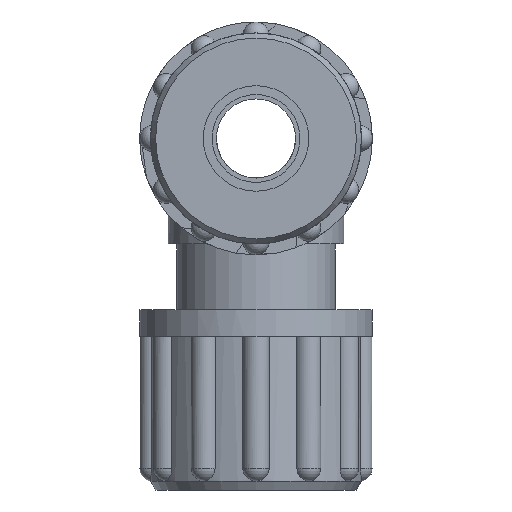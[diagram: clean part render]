
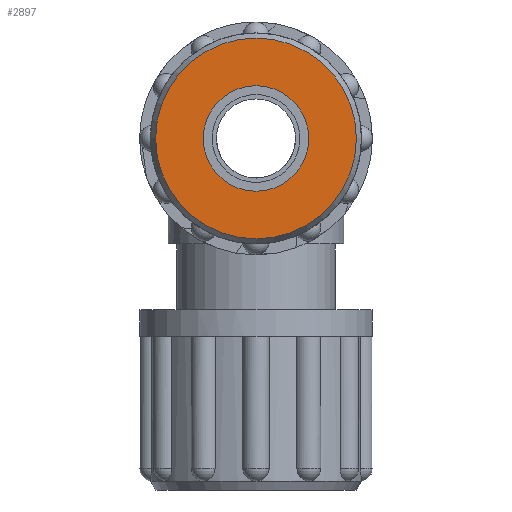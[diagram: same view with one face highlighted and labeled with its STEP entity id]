
A CAD part, left-side view. The second image highlights one B-rep face of the part: STEP entity #2897.
In plain terms, the highlighted planar face has unit normal (-1, 0, 0).
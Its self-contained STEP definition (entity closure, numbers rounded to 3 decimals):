
#138=FACE_BOUND('',#553,.T.);
#189=PLANE('',#3364);
#362=FACE_OUTER_BOUND('',#552,.T.);
#552=EDGE_LOOP('',(#2575,#2576));
#553=EDGE_LOOP('',(#2577,#2578));
#939=CIRCLE('',#3235,6.);
#940=CIRCLE('',#3236,6.);
#1018=CIRCLE('',#3365,11.423);
#1019=CIRCLE('',#3366,11.423);
#1218=VERTEX_POINT('',#5530);
#1219=VERTEX_POINT('',#5531);
#1298=VERTEX_POINT('',#6054);
#1299=VERTEX_POINT('',#6055);
#1607=EDGE_CURVE('',#1218,#1219,#939,.T.);
#1608=EDGE_CURVE('',#1219,#1218,#940,.T.);
#1736=EDGE_CURVE('',#1298,#1299,#1018,.T.);
#1737=EDGE_CURVE('',#1299,#1298,#1019,.T.);
#2575=ORIENTED_EDGE('',*,*,#1736,.F.);
#2576=ORIENTED_EDGE('',*,*,#1737,.F.);
#2577=ORIENTED_EDGE('',*,*,#1607,.T.);
#2578=ORIENTED_EDGE('',*,*,#1608,.T.);
#2897=ADVANCED_FACE('',(#362,#138),#189,.T.);
#3235=AXIS2_PLACEMENT_3D('',#5532,#4066,#4067);
#3236=AXIS2_PLACEMENT_3D('',#5533,#4068,#4069);
#3364=AXIS2_PLACEMENT_3D('',#6053,#4350,#4351);
#3365=AXIS2_PLACEMENT_3D('',#6056,#4352,#4353);
#3366=AXIS2_PLACEMENT_3D('',#6057,#4354,#4355);
#4066=DIRECTION('center_axis',(1.,0.,0.));
#4067=DIRECTION('ref_axis',(0.,0.,1.));
#4068=DIRECTION('center_axis',(1.,0.,0.));
#4069=DIRECTION('ref_axis',(0.,0.,1.));
#4350=DIRECTION('center_axis',(-1.,0.,0.));
#4351=DIRECTION('ref_axis',(0.,0.,1.));
#4352=DIRECTION('center_axis',(1.,0.,0.));
#4353=DIRECTION('ref_axis',(0.,0.,1.));
#4354=DIRECTION('center_axis',(1.,0.,0.));
#4355=DIRECTION('ref_axis',(0.,0.,1.));
#5530=CARTESIAN_POINT('',(-40.,0.,6.));
#5531=CARTESIAN_POINT('',(-40.,0.,-6.));
#5532=CARTESIAN_POINT('Origin',(-40.,0.,0.));
#5533=CARTESIAN_POINT('Origin',(-40.,0.,0.));
#6053=CARTESIAN_POINT('Origin',(-40.,0.,5.711));
#6054=CARTESIAN_POINT('',(-40.,0.,11.423));
#6055=CARTESIAN_POINT('',(-40.,0.,-11.423));
#6056=CARTESIAN_POINT('Origin',(-40.,0.,0.));
#6057=CARTESIAN_POINT('Origin',(-40.,0.,0.));
